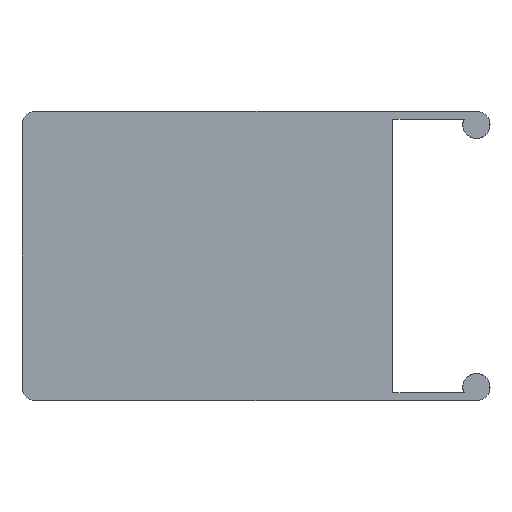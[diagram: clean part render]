
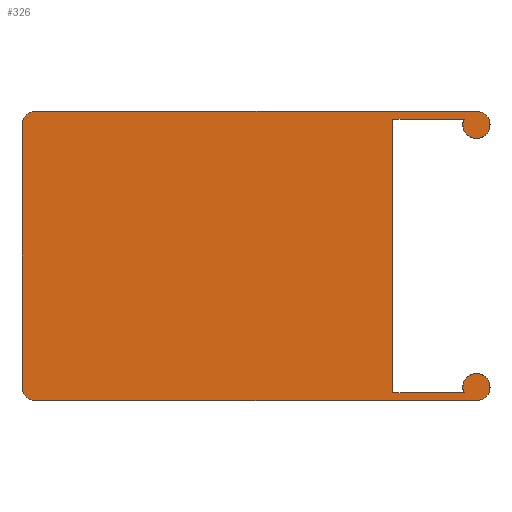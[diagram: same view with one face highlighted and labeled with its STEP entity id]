
A CAD part, front view. The second image highlights one B-rep face of the part: STEP entity #326.
In plain terms, the highlighted planar face has unit normal (0, -1, 0).
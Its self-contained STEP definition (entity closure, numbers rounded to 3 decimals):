
#1=CARTESIAN_POINT('',(-56.8,0.,-33.8));
#2=DIRECTION('',(0.,1.,0.));
#3=DIRECTION('',(0.,0.,-1.));
#4=AXIS2_PLACEMENT_3D('',#1,#2,#3);
#6=DIRECTION('',(0.,0.,1.));
#7=VECTOR('',#6,67.6);
#8=CARTESIAN_POINT('',(-60.3,0.,-33.8));
#9=LINE('',#8,#7);
#10=CARTESIAN_POINT('',(-56.8,0.,33.8));
#11=DIRECTION('',(0.,1.,0.));
#12=DIRECTION('',(-1.,0.,0.));
#13=AXIS2_PLACEMENT_3D('',#10,#11,#12);
#15=DIRECTION('',(1.,0.,0.));
#16=VECTOR('',#15,113.6);
#17=CARTESIAN_POINT('',(-56.8,0.,37.3));
#18=LINE('',#17,#16);
#19=CARTESIAN_POINT('',(56.8,0.,33.8));
#20=DIRECTION('',(0.,1.,0.));
#21=DIRECTION('',(0.,0.,1.));
#22=AXIS2_PLACEMENT_3D('',#19,#20,#21);
#24=DIRECTION('',(-1.,0.,0.));
#25=VECTOR('',#24,18.338);
#26=CARTESIAN_POINT('',(53.638,0.,35.3));
#27=LINE('',#26,#25);
#28=DIRECTION('',(0.,0.,-1.));
#29=VECTOR('',#28,70.6);
#30=CARTESIAN_POINT('',(35.3,0.,35.3));
#31=LINE('',#30,#29);
#32=DIRECTION('',(1.,0.,0.));
#33=VECTOR('',#32,18.338);
#34=CARTESIAN_POINT('',(35.3,0.,-35.3));
#35=LINE('',#34,#33);
#36=CARTESIAN_POINT('',(56.8,0.,-33.8));
#37=DIRECTION('',(0.,1.,0.));
#38=DIRECTION('',(-0.904,0.,-0.429));
#39=AXIS2_PLACEMENT_3D('',#36,#37,#38);
#41=DIRECTION('',(-1.,0.,0.));
#42=VECTOR('',#41,113.6);
#43=CARTESIAN_POINT('',(56.8,0.,-37.3));
#44=LINE('',#43,#42);
#231=CARTESIAN_POINT('',(-56.8,0.,-37.3));
#232=CARTESIAN_POINT('',(-60.3,0.,-33.8));
#233=VERTEX_POINT('',#231);
#234=VERTEX_POINT('',#232);
#235=CARTESIAN_POINT('',(-60.3,0.,33.8));
#236=VERTEX_POINT('',#235);
#237=CARTESIAN_POINT('',(-56.8,0.,37.3));
#238=VERTEX_POINT('',#237);
#239=CARTESIAN_POINT('',(56.8,0.,37.3));
#240=VERTEX_POINT('',#239);
#241=CARTESIAN_POINT('',(53.638,0.,35.3));
#242=VERTEX_POINT('',#241);
#243=CARTESIAN_POINT('',(35.3,0.,35.3));
#244=VERTEX_POINT('',#243);
#245=CARTESIAN_POINT('',(35.3,0.,-35.3));
#246=VERTEX_POINT('',#245);
#247=CARTESIAN_POINT('',(53.638,0.,-35.3));
#248=VERTEX_POINT('',#247);
#249=CARTESIAN_POINT('',(56.8,0.,-37.3));
#250=VERTEX_POINT('',#249);
#299=CARTESIAN_POINT('',(0.,0.,0.));
#300=DIRECTION('',(0.,1.,0.));
#301=DIRECTION('',(1.,0.,0.));
#302=AXIS2_PLACEMENT_3D('',#299,#300,#301);
#303=PLANE('',#302);
#305=ORIENTED_EDGE('',*,*,#304,.T.);
#307=ORIENTED_EDGE('',*,*,#306,.T.);
#309=ORIENTED_EDGE('',*,*,#308,.T.);
#311=ORIENTED_EDGE('',*,*,#310,.T.);
#313=ORIENTED_EDGE('',*,*,#312,.T.);
#315=ORIENTED_EDGE('',*,*,#314,.T.);
#317=ORIENTED_EDGE('',*,*,#316,.T.);
#319=ORIENTED_EDGE('',*,*,#318,.T.);
#321=ORIENTED_EDGE('',*,*,#320,.T.);
#323=ORIENTED_EDGE('',*,*,#322,.T.);
#324=EDGE_LOOP('',(#305,#307,#309,#311,#313,#315,#317,#319,#321,#323));
#325=FACE_OUTER_BOUND('',#324,.F.);
#326=ADVANCED_FACE('',(#325),#303,.F.);
#5=CIRCLE('',#4,3.5);
#14=CIRCLE('',#13,3.5);
#23=CIRCLE('',#22,3.5);
#40=CIRCLE('',#39,3.5);
#304=EDGE_CURVE('',#233,#234,#5,.T.);
#306=EDGE_CURVE('',#234,#236,#9,.T.);
#308=EDGE_CURVE('',#236,#238,#14,.T.);
#310=EDGE_CURVE('',#238,#240,#18,.T.);
#312=EDGE_CURVE('',#240,#242,#23,.T.);
#314=EDGE_CURVE('',#242,#244,#27,.T.);
#316=EDGE_CURVE('',#244,#246,#31,.T.);
#318=EDGE_CURVE('',#246,#248,#35,.T.);
#320=EDGE_CURVE('',#248,#250,#40,.T.);
#322=EDGE_CURVE('',#250,#233,#44,.T.);
